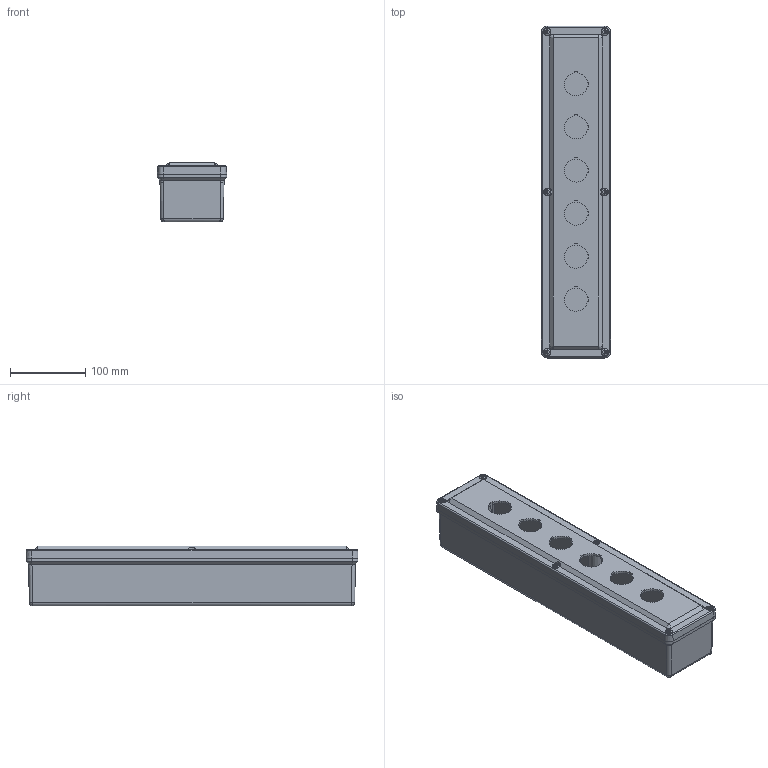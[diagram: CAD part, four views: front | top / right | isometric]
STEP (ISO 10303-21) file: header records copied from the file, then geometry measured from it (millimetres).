
FILE_DESCRIPTION(/* description */ (''),/* implementation_level */ '2;1');
FILE_NAME(/* name */ 'HW-N4X6PB.stp',/* time_stamp */ '2014-03-12T10:42:00-05:00',/* author */ ('tburkle'),/* organization */ (''),/* preprocessor_version */ 'ST-DEVELOPER v15.2',/* originating_system */ 'Autodesk Inventor 2014',/* authorisation */ '');
FILE_SCHEMA (('AUTOMOTIVE_DESIGN { 1 0 10303 214 3 1 1 }'));
Length unit declared in the file: inch
Products named in the file (7): WPCF1732 BOX; 10-24 X 0.4375 DP BRASS INSERT; 10-24x0.75L  combo screw; WPCF1732 GASKET; WPCF6PB CVR; WPN6U; CF6PB_STP
Bounding box: 92.08 x 440.6 x 79.38 mm (x, y, z)
Volume: 564339.9 mm3; surface area: 332846.7 mm2
Topology: 15 solids, 15 shells, 555 faces, 1426 edges, 916 vertices
Faces by surface type: plane 265, cylinder 164, torus 56, cone 46, bspline 24
Full cylindrical faces by diameter (mm): 3.683 x6, 4.496 x6, 4.826 x6, 5.5 x2, 5.537 x6, 5.556 x8, 9.423 x6, 9.525 x6
Entity records: 14107 total; most frequent: CARTESIAN_POINT 3766, DIRECTION 2252, ORIENTED_EDGE 2040, EDGE_CURVE 1020, AXIS2_PLACEMENT_3D 880, VERTEX_POINT 674, LINE 492, VECTOR 492
